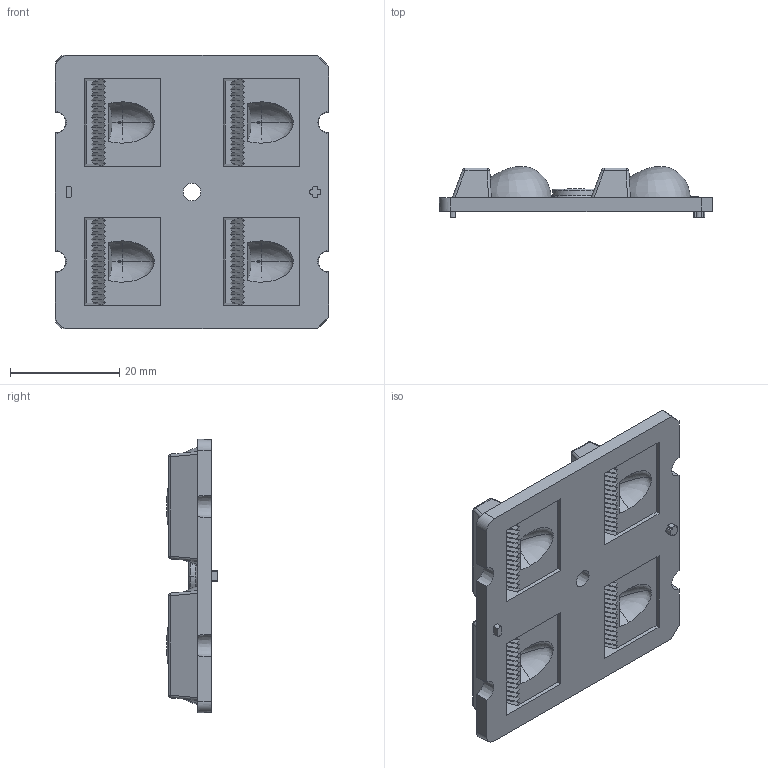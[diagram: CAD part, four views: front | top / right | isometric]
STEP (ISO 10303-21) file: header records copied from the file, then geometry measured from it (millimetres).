
FILE_DESCRIPTION((''),'2;1');
FILE_NAME('4H1-BUG','2021-08-25T',('123'),(''),'PRO/ENGINEER BY PARAMETRIC TECHNOLOGY CORPORATION, 2011310','PRO/ENGINEER BY PARAMETRIC TECHNOLOGY CORPORATION, 2011310','');
FILE_SCHEMA(('CONFIG_CONTROL_DESIGN'));
Length unit declared in the file: millimetre
Products named in the file (1): 4H1-BUG
Bounding box: 50 x 9.3 x 50 mm (x, y, z)
Volume: 10143.5 mm3; surface area: 7743.1 mm2
Topology: 1 solids, 1 shells, 302 faces, 867 edges, 542 vertices
Faces by surface type: bspline 152, plane 78, cylinder 34, cone 16, sphere 16, torus 6
Entity records: 18000 total; most frequent: CARTESIAN_POINT 11386, ORIENTED_EDGE 1654, DIRECTION 871, EDGE_CURVE 827, VERTEX_POINT 542, B_SPLINE_CURVE_WITH_KNOTS 372, VECTOR 339, LINE 339
